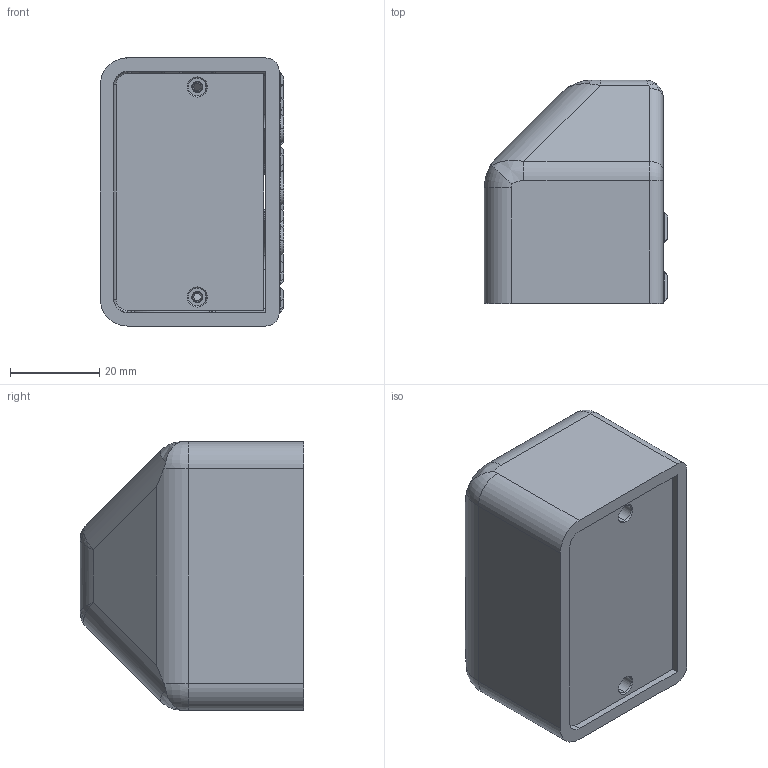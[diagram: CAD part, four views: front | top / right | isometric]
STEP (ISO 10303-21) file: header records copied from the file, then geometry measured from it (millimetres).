
FILE_DESCRIPTION (( 'STEP AP214' ), '1' );
FILE_NAME ('enclosure.STEP', '2025-11-28T15:17:21', ( '' ), ( '' ), 'SwSTEP 2.0', 'SolidWorks 2017', '' );
FILE_SCHEMA (( 'AUTOMOTIVE_DESIGN' ));
Length unit declared in the file: millimetre
Products named in the file (1): enclosure
Bounding box: 41 x 50 x 60 mm (x, y, z)
Volume: 31943.1 mm3; surface area: 24349.7 mm2
Topology: 2 solids, 2 shells, 696 faces, 1731 edges, 1032 vertices
Faces by surface type: plane 293, cylinder 161, bspline 158, cone 42, torus 40, sphere 2
Entity records: 33355 total; most frequent: CARTESIAN_POINT 18355, ORIENTED_EDGE 3412, DIRECTION 2657, EDGE_CURVE 1706, VERTEX_POINT 1032, AXIS2_PLACEMENT_3D 900, VECTOR 857, LINE 857
